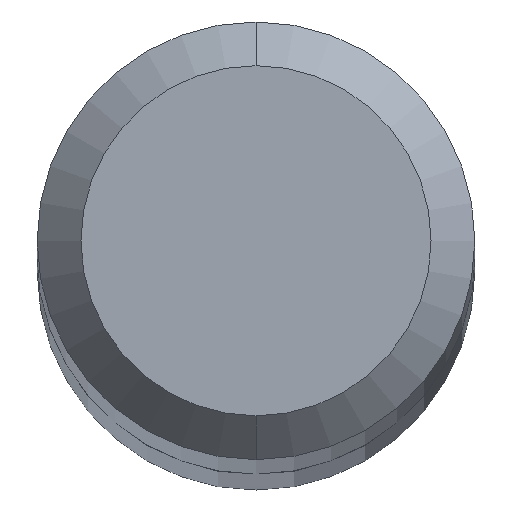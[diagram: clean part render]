
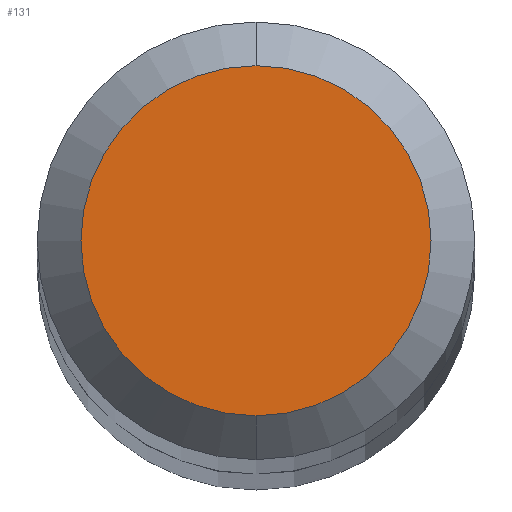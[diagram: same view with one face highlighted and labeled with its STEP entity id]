
A CAD part, top view. The second image highlights one B-rep face of the part: STEP entity #131.
In plain terms, the highlighted planar face has unit normal (0, 0, 1).
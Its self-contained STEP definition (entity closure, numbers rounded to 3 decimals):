
#125=VERTEX_POINT('',#248);
#131=ADVANCED_FACE('',(#254),#255,.T.);
#169=VERTEX_POINT('',#300);
#171=EDGE_CURVE('',#125,#169,#302,.T.);
#179=EDGE_CURVE('',#169,#125,#311,.T.);
#248=CARTESIAN_POINT('',(0.0,1.2,0.0));
#254=FACE_OUTER_BOUND('',#395,.T.);
#255=PLANE('',#396);
#300=CARTESIAN_POINT('',(0.,-1.2,0.0));
#302=CIRCLE('',#452,1.2);
#311=CIRCLE('',#464,1.2);
#395=EDGE_LOOP('',(#525,#526));
#396=AXIS2_PLACEMENT_3D('',#527,#528,#529);
#452=AXIS2_PLACEMENT_3D('',#595,#596,#597);
#464=AXIS2_PLACEMENT_3D('',#607,#608,#609);
#525=ORIENTED_EDGE('',*,*,#171,.F.);
#526=ORIENTED_EDGE('',*,*,#179,.F.);
#527=CARTESIAN_POINT('',(0.0,0.6,0.0));
#528=DIRECTION('',(-0.0,0.0,1.0));
#529=DIRECTION('',(0.0,-1.0,0.0));
#595=CARTESIAN_POINT('',(0.0,0.0,0.0));
#596=DIRECTION('',(0.0,0.0,-1.0));
#597=DIRECTION('',(0.0,1.0,0.0));
#607=CARTESIAN_POINT('',(0.0,0.0,0.0));
#608=DIRECTION('',(0.0,0.0,-1.0));
#609=DIRECTION('',(0.0,1.0,0.0));
